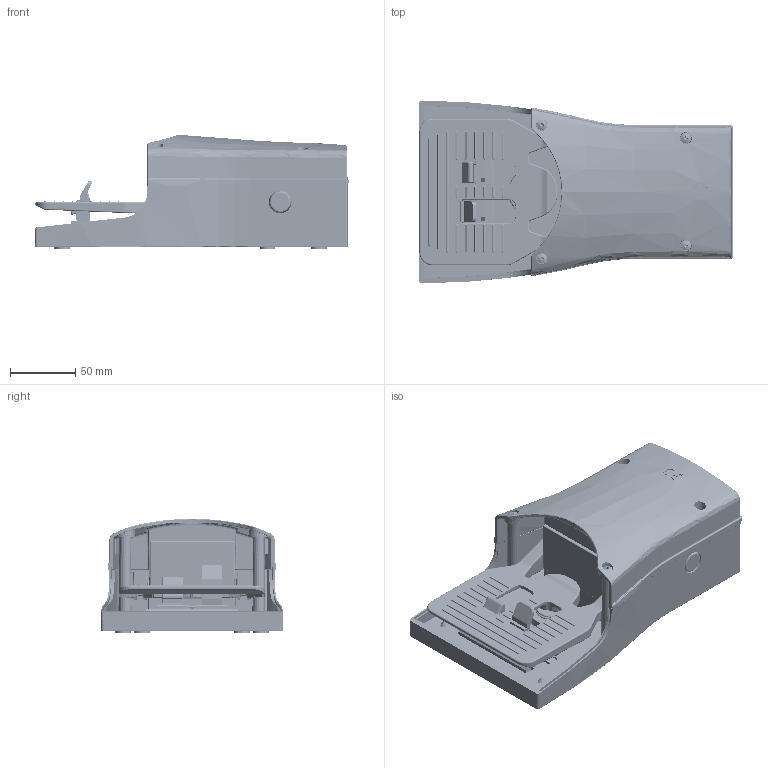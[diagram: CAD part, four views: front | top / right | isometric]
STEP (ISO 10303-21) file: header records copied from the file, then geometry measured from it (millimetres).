
FILE_DESCRIPTION(( 'PEDS 502 BS.STEP' ), '1');
FILE_NAME( 'PEDS 502 BS.STEP', '2019-03-04T12:06:07',( 'Sopra'),('sopra-pneumatic.com'), 'SwSTEP 2.0','SolidWorks 2009','' );
FILE_SCHEMA (( 'AUTOMOTIVE_DESIGN' ));
Length unit declared in the file: millimetre
Products named in the file (1): 1_129_4n
Bounding box: 240.2 x 139.42 x 87.47 mm (x, y, z)
Volume: 476164.3 mm3; surface area: 269648.5 mm2
Topology: 6 solids, 6 shells, 4803 faces, 11819 edges, 6874 vertices
Faces by surface type: cylinder 1670, bspline 1304, plane 1144, cone 354, torus 194, sphere 137
Entity records: 263801 total; most frequent: CARTESIAN_POINT 146677, ORIENTED_EDGE 23230, DIRECTION 18699, EDGE_CURVE 11615, AXIS2_PLACEMENT_3D 7171, VERTEX_POINT 6871, EDGE_LOOP 4934, ADVANCED_FACE 4803
